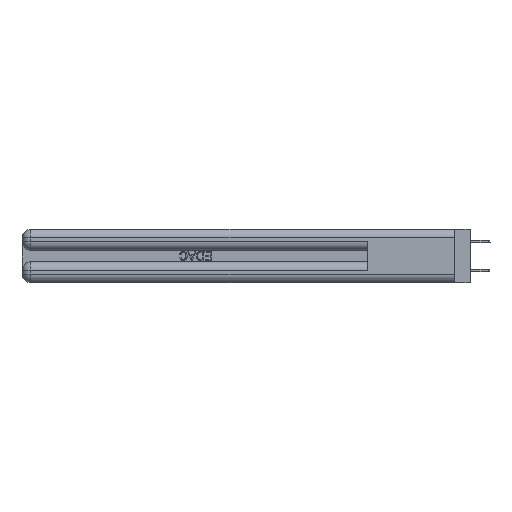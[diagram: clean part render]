
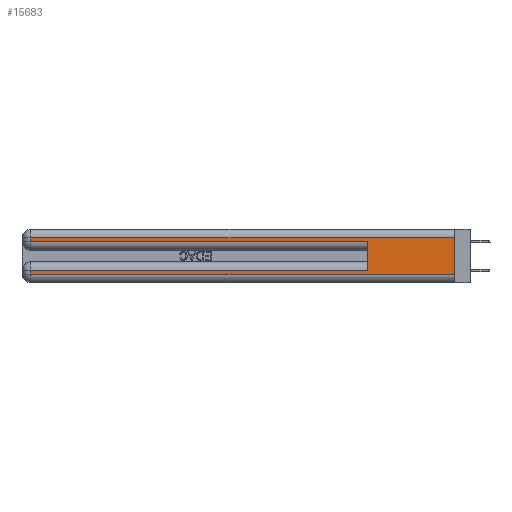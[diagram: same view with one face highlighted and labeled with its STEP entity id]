
A CAD part, left-side view. The second image highlights one B-rep face of the part: STEP entity #15683.
In plain terms, the highlighted planar face has unit normal (-1, 0, 0).
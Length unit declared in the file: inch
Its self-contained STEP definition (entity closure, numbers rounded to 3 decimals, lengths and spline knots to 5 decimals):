
#342 = DIRECTION ( 'NONE',  ( 0., 0., -1. ) ) ;
#745 = LINE ( 'NONE', #14565, #30750 ) ;
#946 = LINE ( 'NONE', #11777, #37283 ) ;
#1164 = ORIENTED_EDGE ( 'NONE', *, *, #27512, .T. ) ;
#2026 = VECTOR ( 'NONE', #41442, 39.37008 ) ;
#3749 = DIRECTION ( 'NONE',  ( 0., 1., 0. ) ) ;
#4576 = CARTESIAN_POINT ( 'NONE',  ( 0., 0.6, 0.145 ) ) ;
#5218 = ORIENTED_EDGE ( 'NONE', *, *, #35088, .T. ) ;
#5472 = VECTOR ( 'NONE', #33243, 39.37008 ) ;
#6444 = VERTEX_POINT ( 'NONE', #34613 ) ;
#7159 = EDGE_CURVE ( 'NONE', #7620, #20871, #16778, .T. ) ;
#7620 = VERTEX_POINT ( 'NONE', #14161 ) ;
#10376 = LINE ( 'NONE', #30648, #38182 ) ;
#10529 = ORIENTED_EDGE ( 'NONE', *, *, #16090, .T. ) ;
#10703 = PLANE ( 'NONE',  #16737 ) ;
#10840 = CARTESIAN_POINT ( 'NONE',  ( 0., 0., 0.285 ) ) ;
#11777 = CARTESIAN_POINT ( 'NONE',  ( 0., 0., 0.085 ) ) ;
#11877 = ORIENTED_EDGE ( 'NONE', *, *, #26466, .F. ) ;
#14161 = CARTESIAN_POINT ( 'NONE',  ( 0., 2.94, 0.085 ) ) ;
#14565 = CARTESIAN_POINT ( 'NONE',  ( 0., 0., 0.31 ) ) ;
#14677 = VECTOR ( 'NONE', #342, 39.37008 ) ;
#14983 = DIRECTION ( 'NONE',  ( 0., 1., 0. ) ) ;
#15683 = ADVANCED_FACE ( 'NONE', ( #42279 ), #10703, .F. ) ;
#16090 = EDGE_CURVE ( 'NONE', #25168, #24174, #745, .T. ) ;
#16544 = CARTESIAN_POINT ( 'NONE',  ( 0., 2.94, 0.37 ) ) ;
#16570 = ORIENTED_EDGE ( 'NONE', *, *, #7159, .T. ) ;
#16737 = AXIS2_PLACEMENT_3D ( 'NONE', #18513, #24749, #33267 ) ;
#16778 = LINE ( 'NONE', #16544, #2026 ) ;
#17819 = LINE ( 'NONE', #31884, #14677 ) ;
#18513 = CARTESIAN_POINT ( 'NONE',  ( 0., 0., 0.37 ) ) ;
#19949 = VECTOR ( 'NONE', #21432, 39.37008 ) ;
#20871 = VERTEX_POINT ( 'NONE', #42577 ) ;
#21432 = DIRECTION ( 'NONE',  ( 0., -1., 0. ) ) ;
#22941 = VERTEX_POINT ( 'NONE', #44061 ) ;
#23228 = EDGE_CURVE ( 'NONE', #20871, #39239, #37402, .T. ) ;
#24174 = VERTEX_POINT ( 'NONE', #27296 ) ;
#24749 = DIRECTION ( 'NONE',  ( 1., 0., 0. ) ) ;
#25168 = VERTEX_POINT ( 'NONE', #31997 ) ;
#26466 = EDGE_CURVE ( 'NONE', #6444, #29569, #28545, .T. ) ;
#26553 = ORIENTED_EDGE ( 'NONE', *, *, #31727, .T. ) ;
#27296 = CARTESIAN_POINT ( 'NONE',  ( 0., 2.94, 0.31 ) ) ;
#27512 = EDGE_CURVE ( 'NONE', #6444, #7620, #946, .T. ) ;
#28109 = LINE ( 'NONE', #10840, #19949 ) ;
#28545 = LINE ( 'NONE', #4576, #34993 ) ;
#28966 = CARTESIAN_POINT ( 'NONE',  ( 0., 0., 0.06 ) ) ;
#29569 = VERTEX_POINT ( 'NONE', #43484 ) ;
#30648 = CARTESIAN_POINT ( 'NONE',  ( 0., 2.94, 0.37 ) ) ;
#30750 = VECTOR ( 'NONE', #3749, 39.37008 ) ;
#31727 = EDGE_CURVE ( 'NONE', #24174, #22941, #10376, .T. ) ;
#31884 = CARTESIAN_POINT ( 'NONE',  ( 0., 0., 0.37 ) ) ;
#31997 = CARTESIAN_POINT ( 'NONE',  ( 0., 0., 0.31 ) ) ;
#32235 = DIRECTION ( 'NONE',  ( 0., 0., 1. ) ) ;
#32803 = EDGE_CURVE ( 'NONE', #25168, #39239, #17819, .T. ) ;
#33243 = DIRECTION ( 'NONE',  ( 0., -1., 0. ) ) ;
#33267 = DIRECTION ( 'NONE',  ( 0., 0., -1. ) ) ;
#33279 = EDGE_LOOP ( 'NONE', ( #41083, #10529, #26553, #5218, #11877, #1164, #16570, #34769 ) ) ;
#34156 = CARTESIAN_POINT ( 'NONE',  ( 0., 0., 0.06 ) ) ;
#34613 = CARTESIAN_POINT ( 'NONE',  ( 0., 0.6, 0.085 ) ) ;
#34769 = ORIENTED_EDGE ( 'NONE', *, *, #23228, .T. ) ;
#34993 = VECTOR ( 'NONE', #32235, 39.37008 ) ;
#35088 = EDGE_CURVE ( 'NONE', #22941, #29569, #28109, .T. ) ;
#37283 = VECTOR ( 'NONE', #14983, 39.37008 ) ;
#37402 = LINE ( 'NONE', #34156, #5472 ) ;
#38182 = VECTOR ( 'NONE', #44743, 39.37008 ) ;
#39239 = VERTEX_POINT ( 'NONE', #28966 ) ;
#41083 = ORIENTED_EDGE ( 'NONE', *, *, #32803, .F. ) ;
#41442 = DIRECTION ( 'NONE',  ( 0., 0., -1. ) ) ;
#42279 = FACE_OUTER_BOUND ( 'NONE', #33279, .T. ) ;
#42577 = CARTESIAN_POINT ( 'NONE',  ( 0., 2.94, 0.06 ) ) ;
#43484 = CARTESIAN_POINT ( 'NONE',  ( 0., 0.6, 0.285 ) ) ;
#44061 = CARTESIAN_POINT ( 'NONE',  ( 0., 2.94, 0.285 ) ) ;
#44743 = DIRECTION ( 'NONE',  ( 0., 0., -1. ) ) ;
